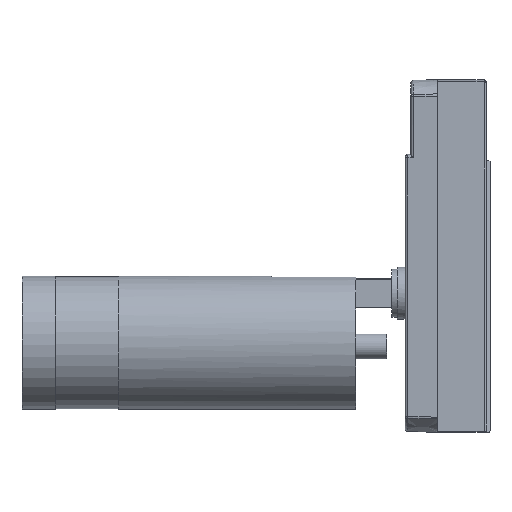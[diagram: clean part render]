
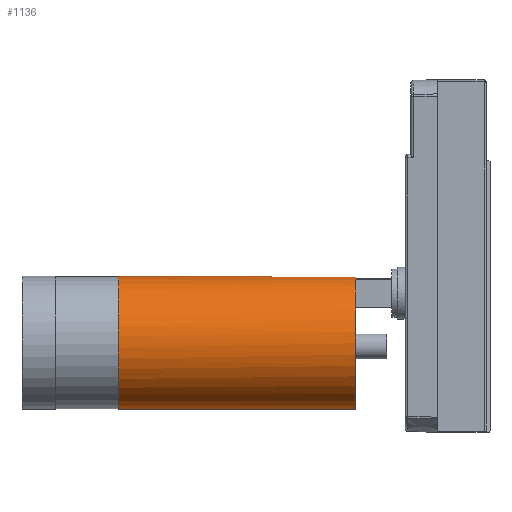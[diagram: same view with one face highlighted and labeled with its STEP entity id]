
A CAD part, front view. The second image highlights one B-rep face of the part: STEP entity #1136.
In plain terms, the highlighted cylindrical face has radius 36 mm (diameter 72 mm), a full revolution.
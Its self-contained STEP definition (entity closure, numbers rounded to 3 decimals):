
#3 = EDGE_CURVE ( 'NONE', #74, #2144, #1554, .T. ) ;
#74 = VERTEX_POINT ( 'NONE', #116 ) ;
#116 = CARTESIAN_POINT ( 'NONE',  ( 6.702, -11.464, -89.779 ) ) ;
#156 = EDGE_CURVE ( 'NONE', #2144, #1955, #272, .T. ) ;
#249 = DIRECTION ( 'NONE',  ( 0., 1., 0. ) ) ;
#272 = CIRCLE ( 'NONE', #3375, 36. ) ;
#318 = EDGE_LOOP ( 'NONE', ( #2053, #930, #2482, #2658 ) ) ;
#658 = CIRCLE ( 'NONE', #2702, 36. ) ;
#691 = CARTESIAN_POINT ( 'NONE',  ( 6.702, -11.464, -173.179 ) ) ;
#893 = EDGE_CURVE ( 'NONE', #1032, #1032, #3231, .T. ) ;
#930 = ORIENTED_EDGE ( 'NONE', *, *, #156, .T. ) ;
#973 = CARTESIAN_POINT ( 'NONE',  ( -0.048, -46.825, -89.779 ) ) ;
#991 = CARTESIAN_POINT ( 'NONE',  ( -6.798, -11.464, -173.179 ) ) ;
#1024 = EDGE_CURVE ( 'NONE', #74, #1765, #658, .T. ) ;
#1032 = VERTEX_POINT ( 'NONE', #2137 ) ;
#1047 = CARTESIAN_POINT ( 'NONE',  ( -0.048, -46.825, -44.179 ) ) ;
#1136 = ADVANCED_FACE ( 'NONE', ( #1362, #3299 ), #3258, .T. ) ;
#1147 = CARTESIAN_POINT ( 'NONE',  ( 6.702, -11.464, -44.179 ) ) ;
#1206 = ORIENTED_EDGE ( 'NONE', *, *, #893, .F. ) ;
#1362 = FACE_OUTER_BOUND ( 'NONE', #318, .T. ) ;
#1428 = DIRECTION ( 'NONE',  ( 0., -1., 0. ) ) ;
#1518 = EDGE_LOOP ( 'NONE', ( #1206 ) ) ;
#1554 = LINE ( 'NONE', #691, #2785 ) ;
#1624 = VECTOR ( 'NONE', #2685, 1000. ) ;
#1765 = VERTEX_POINT ( 'NONE', #3528 ) ;
#1861 = EDGE_CURVE ( 'NONE', #1955, #1765, #3508, .T. ) ;
#1955 = VERTEX_POINT ( 'NONE', #2740 ) ;
#2053 = ORIENTED_EDGE ( 'NONE', *, *, #3, .T. ) ;
#2080 = DIRECTION ( 'NONE',  ( 0., 1., 0. ) ) ;
#2137 = CARTESIAN_POINT ( 'NONE',  ( -0.048, -82.825, -172.179 ) ) ;
#2144 = VERTEX_POINT ( 'NONE', #1147 ) ;
#2180 = CARTESIAN_POINT ( 'NONE',  ( -0.048, -46.825, -173.179 ) ) ;
#2300 = AXIS2_PLACEMENT_3D ( 'NONE', #2180, #2757, #249 ) ;
#2482 = ORIENTED_EDGE ( 'NONE', *, *, #1861, .T. ) ;
#2521 = DIRECTION ( 'NONE',  ( 0., 0., -1. ) ) ;
#2658 = ORIENTED_EDGE ( 'NONE', *, *, #1024, .F. ) ;
#2685 = DIRECTION ( 'NONE',  ( 0., 0., -1. ) ) ;
#2702 = AXIS2_PLACEMENT_3D ( 'NONE', #973, #2908, #2080 ) ;
#2740 = CARTESIAN_POINT ( 'NONE',  ( -6.798, -11.464, -44.179 ) ) ;
#2757 = DIRECTION ( 'NONE',  ( 0., 0., 1. ) ) ;
#2785 = VECTOR ( 'NONE', #3173, 1000. ) ;
#2908 = DIRECTION ( 'NONE',  ( 0., 0., 1. ) ) ;
#2998 = AXIS2_PLACEMENT_3D ( 'NONE', #3388, #2521, #1428 ) ;
#3173 = DIRECTION ( 'NONE',  ( 0., 0., 1. ) ) ;
#3230 = DIRECTION ( 'NONE',  ( 0., 0., -1. ) ) ;
#3231 = CIRCLE ( 'NONE', #2998, 36. ) ;
#3258 = CYLINDRICAL_SURFACE ( 'NONE', #2300, 36. ) ;
#3299 = FACE_OUTER_BOUND ( 'NONE', #1518, .T. ) ;
#3375 = AXIS2_PLACEMENT_3D ( 'NONE', #1047, #3230, #3580 ) ;
#3388 = CARTESIAN_POINT ( 'NONE',  ( -0.048, -46.825, -172.179 ) ) ;
#3508 = LINE ( 'NONE', #991, #1624 ) ;
#3528 = CARTESIAN_POINT ( 'NONE',  ( -6.798, -11.464, -89.779 ) ) ;
#3580 = DIRECTION ( 'NONE',  ( 0., -1., 0. ) ) ;
